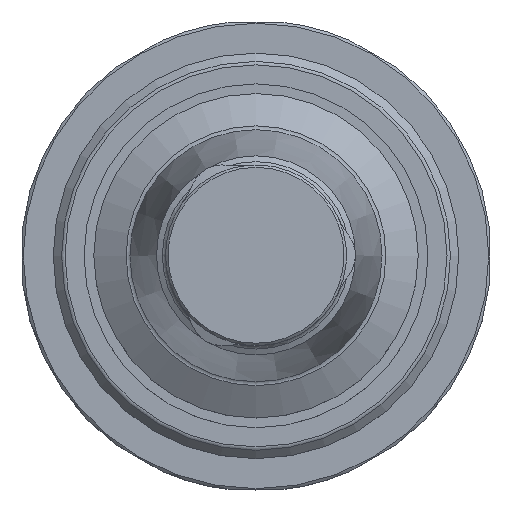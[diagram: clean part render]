
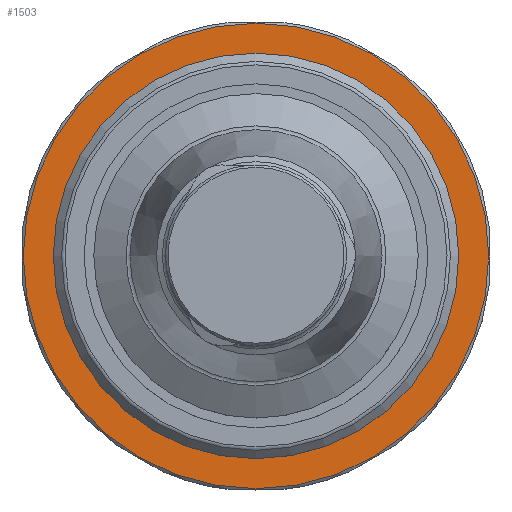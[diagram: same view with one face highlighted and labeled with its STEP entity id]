
A CAD part, top view. The second image highlights one B-rep face of the part: STEP entity #1503.
In plain terms, the highlighted planar face has unit normal (0, 0, 1).
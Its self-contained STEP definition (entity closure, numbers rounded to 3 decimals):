
#612=ORIENTED_EDGE('',*,*,#872,.T.);
#613=ORIENTED_EDGE('',*,*,#852,.F.);
#852=EDGE_CURVE('',#1014,#1014,#1098,.T.);
#872=EDGE_CURVE('',#1029,#1029,#1106,.T.);
#1014=VERTEX_POINT('',#2648);
#1029=VERTEX_POINT('',#2712);
#1098=CIRCLE('',#1672,28.7);
#1106=CIRCLE('',#1685,24.65);
#1215=EDGE_LOOP('',(#612));
#1216=EDGE_LOOP('',(#613));
#1353=FACE_BOUND('',#1215,.T.);
#1354=FACE_BOUND('',#1216,.T.);
#1421=PLANE('',#1684);
#1503=ADVANCED_FACE('',(#1353,#1354),#1421,.F.);
#1672=AXIS2_PLACEMENT_3D('',#2647,#2040,#2041);
#1684=AXIS2_PLACEMENT_3D('',#2710,#2068,#2069);
#1685=AXIS2_PLACEMENT_3D('',#2711,#2070,#2071);
#2040=DIRECTION('',(0.,0.,-1.));
#2041=DIRECTION('',(-1.,0.,0.));
#2068=DIRECTION('',(0.,0.,-1.));
#2069=DIRECTION('',(-1.,0.,0.));
#2070=DIRECTION('',(0.,0.,-1.));
#2071=DIRECTION('',(-1.,0.,0.));
#2647=CARTESIAN_POINT('',(0.,0.,-1.));
#2648=CARTESIAN_POINT('',(-28.7,0.,-1.));
#2710=CARTESIAN_POINT('',(-24.65,0.,-1.));
#2711=CARTESIAN_POINT('',(0.,0.,-1.));
#2712=CARTESIAN_POINT('',(-24.65,0.,-1.));
